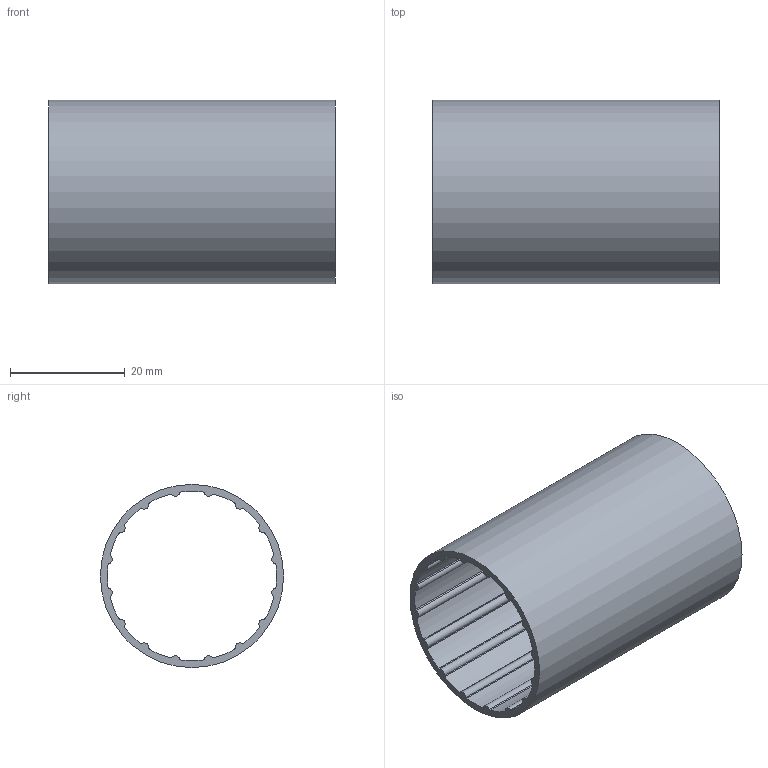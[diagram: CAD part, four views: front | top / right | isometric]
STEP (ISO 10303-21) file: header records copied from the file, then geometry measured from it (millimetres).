
FILE_DESCRIPTION(('STEP AP214'),'1');
FILE_NAME('MOOV00E2011.stp','2025-12-09T13:30:16',(' '),(' '),'Spatial InterOp 3D',' ',' ');
FILE_SCHEMA(('AUTOMOTIVE_DESIGN { 1 0 10303 214 1 1 1 1 }'));
Length unit declared in the file: millimetre
Products named in the file (2): MOOV00E2011; Tube D32 Al
Assembly tree (1 placements, depth 2):
  MOOV00E2011
    Tube D32 Al
Bounding box: 50 x 32 x 32 mm (x, y, z)
Volume: 6354.3 mm3; surface area: 10288.9 mm2
Topology: 1 solids, 1 shells, 67 faces, 196 edges, 131 vertices
Faces by surface type: cylinder 65, plane 2
Full cylindrical faces by diameter (mm): 32 x1
Entity records: 3000 total; most frequent: DIRECTION 462, CARTESIAN_POINT 393, ORIENTED_EDGE 388, AXIS2_PLACEMENT_3D 199, EDGE_CURVE 194, VERTEX_POINT 130, CIRCLE 130, EDGE_LOOP 70
